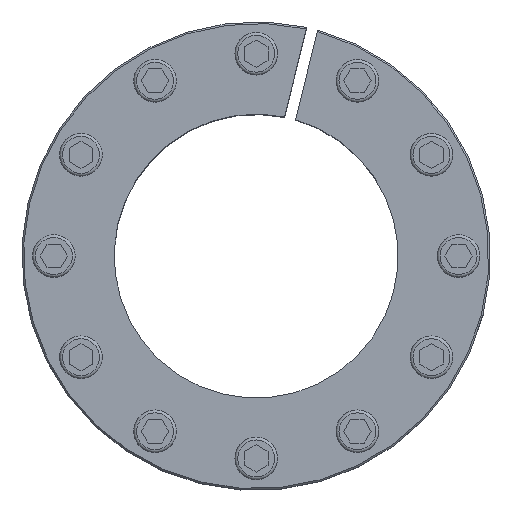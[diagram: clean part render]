
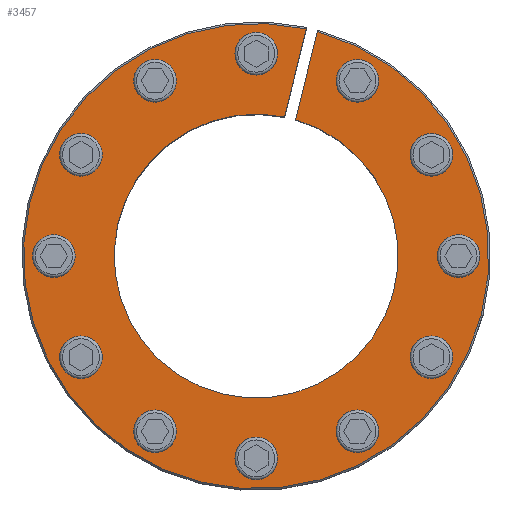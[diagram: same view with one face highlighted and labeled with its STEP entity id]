
A CAD part, top view. The second image highlights one B-rep face of the part: STEP entity #3457.
In plain terms, the highlighted planar face has unit normal (0, 0, 1).
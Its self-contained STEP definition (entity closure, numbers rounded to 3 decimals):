
#268=LINE('',#6088,#524);
#273=LINE('',#6099,#529);
#524=VECTOR('',#4660,1.);
#529=VECTOR('',#4667,1.);
#662=PLANE('',#3817);
#770=FACE_BOUND('',#1278,.T.);
#771=FACE_BOUND('',#1279,.T.);
#772=FACE_BOUND('',#1280,.T.);
#773=FACE_BOUND('',#1281,.T.);
#774=FACE_BOUND('',#1282,.T.);
#775=FACE_BOUND('',#1283,.T.);
#776=FACE_BOUND('',#1284,.T.);
#777=FACE_BOUND('',#1285,.T.);
#778=FACE_BOUND('',#1286,.T.);
#779=FACE_BOUND('',#1287,.T.);
#780=FACE_BOUND('',#1288,.T.);
#781=FACE_BOUND('',#1289,.T.);
#998=FACE_OUTER_BOUND('',#1277,.T.);
#1277=EDGE_LOOP('',(#3014,#3015,#3016,#3017));
#1278=EDGE_LOOP('',(#3018));
#1279=EDGE_LOOP('',(#3019));
#1280=EDGE_LOOP('',(#3020));
#1281=EDGE_LOOP('',(#3021));
#1282=EDGE_LOOP('',(#3022));
#1283=EDGE_LOOP('',(#3023));
#1284=EDGE_LOOP('',(#3024));
#1285=EDGE_LOOP('',(#3025));
#1286=EDGE_LOOP('',(#3026));
#1287=EDGE_LOOP('',(#3027));
#1288=EDGE_LOOP('',(#3028));
#1289=EDGE_LOOP('',(#3029));
#1296=CIRCLE('',#3497,9.);
#1303=CIRCLE('',#3517,9.);
#1310=CIRCLE('',#3537,9.);
#1317=CIRCLE('',#3557,9.);
#1324=CIRCLE('',#3577,9.);
#1331=CIRCLE('',#3597,9.);
#1338=CIRCLE('',#3617,9.);
#1345=CIRCLE('',#3637,9.);
#1352=CIRCLE('',#3657,9.);
#1359=CIRCLE('',#3677,9.);
#1366=CIRCLE('',#3697,9.);
#1373=CIRCLE('',#3717,9.);
#1431=CIRCLE('',#3814,98.3);
#1432=CIRCLE('',#3816,60.);
#1452=VERTEX_POINT('',#4825);
#1472=VERTEX_POINT('',#4895);
#1492=VERTEX_POINT('',#4965);
#1512=VERTEX_POINT('',#5035);
#1532=VERTEX_POINT('',#5105);
#1552=VERTEX_POINT('',#5175);
#1572=VERTEX_POINT('',#5245);
#1592=VERTEX_POINT('',#5315);
#1612=VERTEX_POINT('',#5385);
#1632=VERTEX_POINT('',#5455);
#1652=VERTEX_POINT('',#5525);
#1672=VERTEX_POINT('',#5595);
#1710=VERTEX_POINT('',#6057);
#1723=VERTEX_POINT('',#6086);
#1726=VERTEX_POINT('',#6095);
#1728=VERTEX_POINT('',#6098);
#1768=EDGE_CURVE('',#1452,#1452,#1296,.T.);
#1794=EDGE_CURVE('',#1472,#1472,#1303,.T.);
#1820=EDGE_CURVE('',#1492,#1492,#1310,.T.);
#1846=EDGE_CURVE('',#1512,#1512,#1317,.T.);
#1872=EDGE_CURVE('',#1532,#1532,#1324,.T.);
#1898=EDGE_CURVE('',#1552,#1552,#1331,.T.);
#1924=EDGE_CURVE('',#1572,#1572,#1338,.T.);
#1950=EDGE_CURVE('',#1592,#1592,#1345,.T.);
#1976=EDGE_CURVE('',#1612,#1612,#1352,.T.);
#2002=EDGE_CURVE('',#1632,#1632,#1359,.T.);
#2028=EDGE_CURVE('',#1652,#1652,#1366,.T.);
#2054=EDGE_CURVE('',#1672,#1672,#1373,.T.);
#2132=EDGE_CURVE('',#1710,#1723,#268,.T.);
#2137=EDGE_CURVE('',#1728,#1726,#273,.T.);
#2170=EDGE_CURVE('',#1710,#1726,#1431,.T.);
#2171=EDGE_CURVE('',#1723,#1728,#1432,.T.);
#3014=ORIENTED_EDGE('',*,*,#2132,.T.);
#3015=ORIENTED_EDGE('',*,*,#2171,.T.);
#3016=ORIENTED_EDGE('',*,*,#2137,.T.);
#3017=ORIENTED_EDGE('',*,*,#2170,.F.);
#3018=ORIENTED_EDGE('',*,*,#1768,.T.);
#3019=ORIENTED_EDGE('',*,*,#1794,.T.);
#3020=ORIENTED_EDGE('',*,*,#1820,.T.);
#3021=ORIENTED_EDGE('',*,*,#1846,.T.);
#3022=ORIENTED_EDGE('',*,*,#1872,.T.);
#3023=ORIENTED_EDGE('',*,*,#1898,.T.);
#3024=ORIENTED_EDGE('',*,*,#1924,.T.);
#3025=ORIENTED_EDGE('',*,*,#1950,.T.);
#3026=ORIENTED_EDGE('',*,*,#1976,.T.);
#3027=ORIENTED_EDGE('',*,*,#2002,.T.);
#3028=ORIENTED_EDGE('',*,*,#2028,.T.);
#3029=ORIENTED_EDGE('',*,*,#2054,.T.);
#3457=ADVANCED_FACE('',(#998,#770,#771,#772,#773,#774,#775,#776,#777,#778,
#779,#780,#781),#662,.T.);
#3497=AXIS2_PLACEMENT_3D('',#4826,#3876,#3877);
#3517=AXIS2_PLACEMENT_3D('',#4896,#3934,#3935);
#3537=AXIS2_PLACEMENT_3D('',#4966,#3992,#3993);
#3557=AXIS2_PLACEMENT_3D('',#5036,#4050,#4051);
#3577=AXIS2_PLACEMENT_3D('',#5106,#4108,#4109);
#3597=AXIS2_PLACEMENT_3D('',#5176,#4166,#4167);
#3617=AXIS2_PLACEMENT_3D('',#5246,#4224,#4225);
#3637=AXIS2_PLACEMENT_3D('',#5316,#4282,#4283);
#3657=AXIS2_PLACEMENT_3D('',#5386,#4340,#4341);
#3677=AXIS2_PLACEMENT_3D('',#5456,#4398,#4399);
#3697=AXIS2_PLACEMENT_3D('',#5526,#4456,#4457);
#3717=AXIS2_PLACEMENT_3D('',#5596,#4514,#4515);
#3814=AXIS2_PLACEMENT_3D('',#6165,#4748,#4749);
#3816=AXIS2_PLACEMENT_3D('',#6167,#4752,#4753);
#3817=AXIS2_PLACEMENT_3D('',#6168,#4754,#4755);
#3876=DIRECTION('center_axis',(0.,0.,
-1.));
#3877=DIRECTION('ref_axis',(-0.5,0.866,0.));
#3934=DIRECTION('center_axis',(0.,0.,
-1.));
#3935=DIRECTION('ref_axis',(-0.866,0.5,0.));
#3992=DIRECTION('center_axis',(0.,0.,
-1.));
#3993=DIRECTION('ref_axis',(-1.,0.,0.));
#4050=DIRECTION('center_axis',(0.,0.,
-1.));
#4051=DIRECTION('ref_axis',(-0.866,-0.5,0.));
#4108=DIRECTION('center_axis',(0.,0.,
-1.));
#4109=DIRECTION('ref_axis',(-0.5,-0.866,0.));
#4166=DIRECTION('center_axis',(0.,0.,
-1.));
#4167=DIRECTION('ref_axis',(0.,-1.,0.));
#4224=DIRECTION('center_axis',(0.,0.,
-1.));
#4225=DIRECTION('ref_axis',(0.5,-0.866,0.));
#4282=DIRECTION('center_axis',(0.,0.,
-1.));
#4283=DIRECTION('ref_axis',(0.866,-0.5,0.));
#4340=DIRECTION('center_axis',(0.,0.,
-1.));
#4341=DIRECTION('ref_axis',(1.,0.,0.));
#4398=DIRECTION('center_axis',(0.,0.,
-1.));
#4399=DIRECTION('ref_axis',(0.866,0.5,0.));
#4456=DIRECTION('center_axis',(0.,0.,
-1.));
#4457=DIRECTION('ref_axis',(0.5,0.866,0.));
#4514=DIRECTION('center_axis',(0.,0.,
-1.));
#4515=DIRECTION('ref_axis',(0.,1.,0.));
#4660=DIRECTION('',(-0.239,-0.971,0.));
#4667=DIRECTION('',(0.239,0.971,0.));
#4748=DIRECTION('center_axis',(0.,0.,-1.));
#4749=DIRECTION('ref_axis',(0.,1.,0.));
#4752=DIRECTION('center_axis',(0.,0.,-1.));
#4753=DIRECTION('ref_axis',(0.,1.,0.));
#4754=DIRECTION('center_axis',(0.,0.,
1.));
#4755=DIRECTION('ref_axis',(0.,-1.,0.));
#4825=CARTESIAN_POINT('',(-47.25,81.839,0.));
#4826=CARTESIAN_POINT('Origin',(-42.75,74.045,0.));
#4895=CARTESIAN_POINT('',(-81.839,47.25,0.));
#4896=CARTESIAN_POINT('Origin',(-74.045,42.75,0.));
#4965=CARTESIAN_POINT('',(-94.5,0.,0.));
#4966=CARTESIAN_POINT('Origin',(-85.5,0.,0.));
#5035=CARTESIAN_POINT('',(-81.839,-47.25,0.));
#5036=CARTESIAN_POINT('Origin',(-74.045,-42.75,0.));
#5105=CARTESIAN_POINT('',(-47.25,-81.839,0.));
#5106=CARTESIAN_POINT('Origin',(-42.75,-74.045,0.));
#5175=CARTESIAN_POINT('',(0.,-94.5,0.));
#5176=CARTESIAN_POINT('Origin',(0.,-85.5,0.));
#5245=CARTESIAN_POINT('',(47.25,-81.839,0.));
#5246=CARTESIAN_POINT('Origin',(42.75,-74.045,0.));
#5315=CARTESIAN_POINT('',(81.839,-47.25,0.));
#5316=CARTESIAN_POINT('Origin',(74.045,-42.75,0.));
#5385=CARTESIAN_POINT('',(94.5,0.,0.));
#5386=CARTESIAN_POINT('Origin',(85.5,0.,0.));
#5455=CARTESIAN_POINT('',(81.839,47.25,0.));
#5456=CARTESIAN_POINT('Origin',(74.045,42.75,0.));
#5525=CARTESIAN_POINT('',(47.25,81.839,0.));
#5526=CARTESIAN_POINT('Origin',(42.75,74.045,0.));
#5595=CARTESIAN_POINT('',(0.,94.5,0.));
#5596=CARTESIAN_POINT('Origin',(0.,85.5,0.));
#6057=CARTESIAN_POINT('',(25.848,94.841,0.));
#6086=CARTESIAN_POINT('',(16.678,57.636,0.));
#6088=CARTESIAN_POINT('',(23.372,84.796,0.));
#6095=CARTESIAN_POINT('',(21.187,95.989,0.));
#6098=CARTESIAN_POINT('',(12.017,58.784,0.));
#6099=CARTESIAN_POINT('',(18.712,85.944,0.));
#6165=CARTESIAN_POINT('Origin',(0.,0.,0.));
#6167=CARTESIAN_POINT('Origin',(0.,0.,0.));
#6168=CARTESIAN_POINT('Origin',(0.,79.15,0.));
